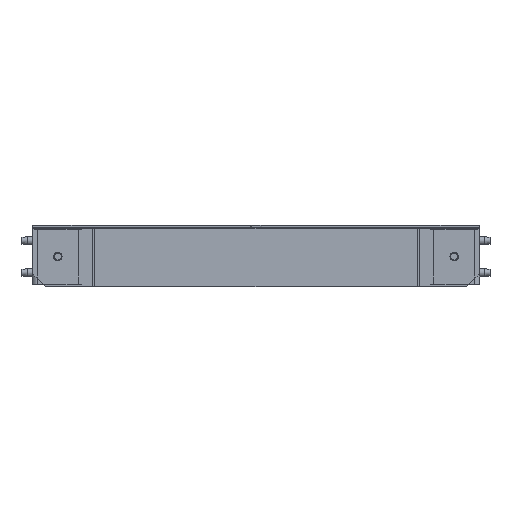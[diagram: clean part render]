
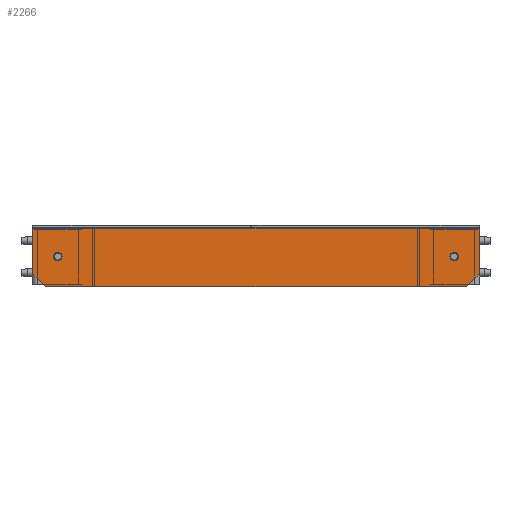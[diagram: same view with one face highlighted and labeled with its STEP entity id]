
A CAD part, front view. The second image highlights one B-rep face of the part: STEP entity #2266.
In plain terms, the highlighted planar face has unit normal (0, -1, 0).
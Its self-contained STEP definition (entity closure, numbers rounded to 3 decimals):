
#2266=ADVANCED_FACE('',(#4555,#4556,#4557),#4558,.T.);
#4555=FACE_BOUND('',#7247,.T.);
#4556=FACE_BOUND('',#7248,.T.);
#4557=FACE_OUTER_BOUND('',#7249,.T.);
#4558=PLANE('',#7250);
#7247=EDGE_LOOP('',(#11886,#11887));
#7248=EDGE_LOOP('',(#11888,#11889));
#7249=EDGE_LOOP('',(#11890,#11891,#11892,#11893,#11894,#11895));
#7250=AXIS2_PLACEMENT_3D('',#11896,#11897,#11898);
#11886=ORIENTED_EDGE('',*,*,#17133,.T.);
#11887=ORIENTED_EDGE('',*,*,#17177,.T.);
#11888=ORIENTED_EDGE('',*,*,#17128,.T.);
#11889=ORIENTED_EDGE('',*,*,#17178,.T.);
#11890=ORIENTED_EDGE('',*,*,#17170,.T.);
#11891=ORIENTED_EDGE('',*,*,#17179,.T.);
#11892=ORIENTED_EDGE('',*,*,#17180,.F.);
#11893=ORIENTED_EDGE('',*,*,#17181,.T.);
#11894=ORIENTED_EDGE('',*,*,#17182,.T.);
#11895=ORIENTED_EDGE('',*,*,#17173,.T.);
#11896=CARTESIAN_POINT('',(8.5,115.0,22.75));
#11897=DIRECTION('',(0.0,-1.0,0.0));
#11898=DIRECTION('',(0.0,0.0,-1.0));
#17128=EDGE_CURVE('',#20502,#20499,#20503,.T.);
#17133=EDGE_CURVE('',#20511,#20508,#20512,.T.);
#17170=EDGE_CURVE('',#20573,#20571,#20574,.T.);
#17173=EDGE_CURVE('',#20577,#20573,#20578,.T.);
#17177=EDGE_CURVE('',#20508,#20511,#20583,.T.);
#17178=EDGE_CURVE('',#20499,#20502,#20584,.T.);
#17179=EDGE_CURVE('',#20571,#20585,#20586,.T.);
#17180=EDGE_CURVE('',#20587,#20585,#20588,.T.);
#17181=EDGE_CURVE('',#20587,#20589,#20590,.T.);
#17182=EDGE_CURVE('',#20589,#20577,#20591,.T.);
#20499=VERTEX_POINT('',#25059);
#20502=VERTEX_POINT('',#25063);
#20503=CIRCLE('',#25064,3.3);
#20508=VERTEX_POINT('',#25070);
#20511=VERTEX_POINT('',#25074);
#20512=CIRCLE('',#25075,3.3);
#20571=VERTEX_POINT('',#25156);
#20573=VERTEX_POINT('',#25159);
#20574=LINE('',#25160,#25161);
#20577=VERTEX_POINT('',#25165);
#20578=LINE('',#25166,#25167);
#20583=CIRCLE('',#25174,3.3);
#20584=CIRCLE('',#25175,3.3);
#20585=VERTEX_POINT('',#25176);
#20586=LINE('',#25177,#25178);
#20587=VERTEX_POINT('',#25179);
#20588=LINE('',#25180,#25181);
#20589=VERTEX_POINT('',#25182);
#20590=LINE('',#25183,#25184);
#20591=LINE('',#25185,#25186);
#25059=CARTESIAN_POINT('',(31.3,115.0,23.5));
#25063=CARTESIAN_POINT('',(24.7,115.0,23.5));
#25064=AXIS2_PLACEMENT_3D('',#30247,#30248,#30249);
#25070=CARTESIAN_POINT('',(341.3,115.0,23.5));
#25074=CARTESIAN_POINT('',(334.7,115.0,23.5));
#25075=AXIS2_PLACEMENT_3D('',#30255,#30256,#30257);
#25156=CARTESIAN_POINT('',(357.5,115.0,10.0));
#25159=CARTESIAN_POINT('',(347.5,115.0,0.0));
#25160=CARTESIAN_POINT('',(270.786,115.0,-76.714));
#25161=VECTOR('',#30296,1.0);
#25165=CARTESIAN_POINT('',(18.5,115.0,0.0));
#25166=CARTESIAN_POINT('',(8.5,115.0,0.0));
#25167=VECTOR('',#30298,1.0);
#25174=AXIS2_PLACEMENT_3D('',#30301,#30302,#30303);
#25175=AXIS2_PLACEMENT_3D('',#30304,#30305,#30306);
#25176=CARTESIAN_POINT('',(357.5,115.,45.5));
#25177=CARTESIAN_POINT('',(357.5,115.0,45.5));
#25178=VECTOR('',#30307,1.0);
#25179=CARTESIAN_POINT('',(8.5,115.,45.5));
#25180=CARTESIAN_POINT('',(8.5,115.,45.5));
#25181=VECTOR('',#30308,1.0);
#25182=CARTESIAN_POINT('',(8.5,115.0,10.0));
#25183=CARTESIAN_POINT('',(8.5,115.0,45.5));
#25184=VECTOR('',#30309,1.0);
#25185=CARTESIAN_POINT('',(7.964,115.0,10.536));
#25186=VECTOR('',#30310,1.0);
#30247=CARTESIAN_POINT('',(28.0,115.0,23.5));
#30248=DIRECTION('',(-0.0,1.0,0.0));
#30249=DIRECTION('',(1.0,0.0,0.0));
#30255=CARTESIAN_POINT('',(338.0,115.0,23.5));
#30256=DIRECTION('',(-0.0,1.0,0.0));
#30257=DIRECTION('',(1.0,0.0,0.0));
#30296=DIRECTION('',(0.707,0.0,0.707));
#30298=DIRECTION('',(1.0,0.0,0.0));
#30301=CARTESIAN_POINT('',(338.0,115.0,23.5));
#30302=DIRECTION('',(-0.0,1.0,0.0));
#30303=DIRECTION('',(1.0,0.0,0.0));
#30304=CARTESIAN_POINT('',(28.0,115.0,23.5));
#30305=DIRECTION('',(-0.0,1.0,0.0));
#30306=DIRECTION('',(1.0,0.0,0.0));
#30307=DIRECTION('',(-0.0,0.0,1.0));
#30308=DIRECTION('',(1.0,0.0,0.0));
#30309=DIRECTION('',(0.0,0.0,-1.0));
#30310=DIRECTION('',(0.707,0.0,-0.707));
